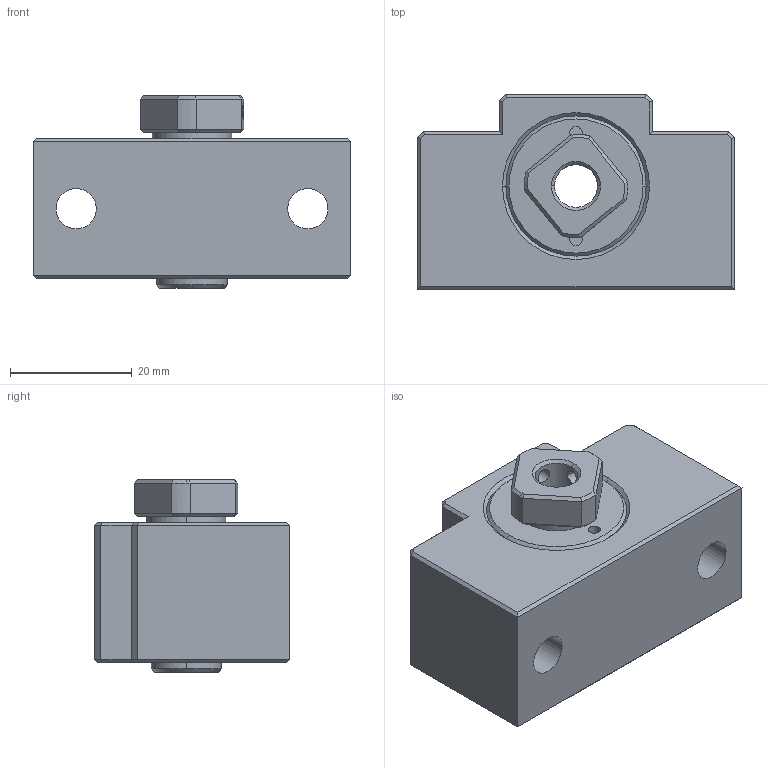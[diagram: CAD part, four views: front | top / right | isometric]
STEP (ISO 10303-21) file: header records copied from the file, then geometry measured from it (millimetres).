
FILE_DESCRIPTION (( 'STEP AP203' ), '1' );
FILE_NAME ('EK8.STEP', '2019-04-04T09:15:07', ( '' ), ( '' ), 'SwSTEP 2.0', 'SolidWorks 2015', '' );
FILE_SCHEMA (( 'CONFIG_CONTROL_DESIGN' ));
Length unit declared in the file: millimetre
Products named in the file (1): EK8
Bounding box: 52 x 32.1 x 31.5 mm (x, y, z)
Surface area: 10118 mm2 (no closed solid volume)
Topology: 0 solids, 29 shells, 684 faces, 1850 edges, 1209 vertices
Faces by surface type: plane 588, cylinder 37, cone 32, bspline 27
Entity records: 22961 total; most frequent: CARTESIAN_POINT 5962, ORIENTED_EDGE 3639, DIRECTION 3168, EDGE_CURVE 1841, VECTOR 1646, LINE 1646, VERTEX_POINT 1209, AXIS2_PLACEMENT_3D 761
